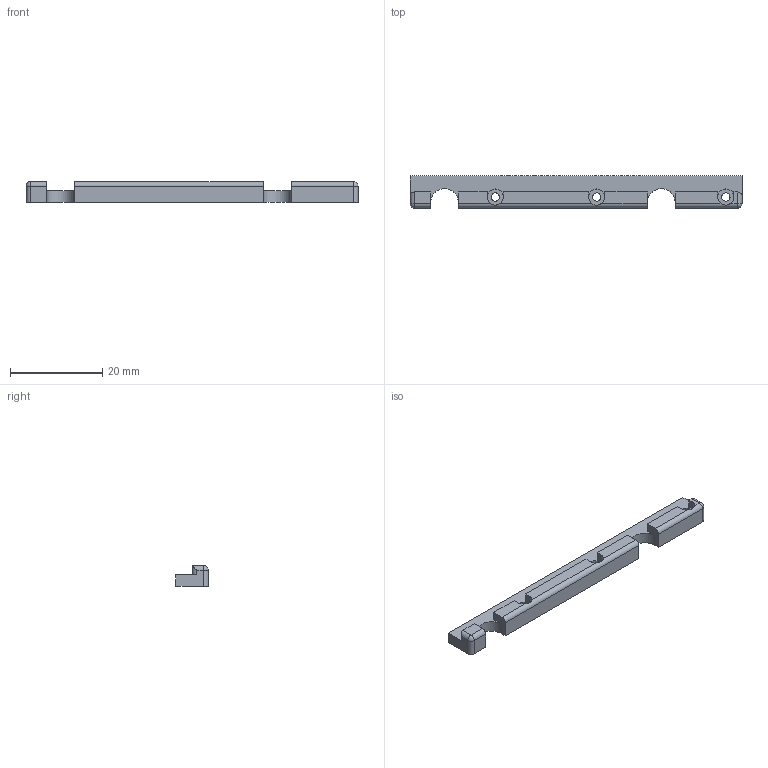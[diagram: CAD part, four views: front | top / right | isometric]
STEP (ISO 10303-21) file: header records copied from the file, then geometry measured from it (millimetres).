
FILE_DESCRIPTION (( 'STEP AP203' ), '1' );
FILE_NAME ('Lower Display Mount REF2009.STEP', '2025-11-29T16:59:45', ( '' ), ( '' ), 'SwSTEP 2.0', 'SolidWorks 2025', '' );
FILE_SCHEMA (( 'CONFIG_CONTROL_DESIGN' ));
Length unit declared in the file: millimetre
Products named in the file (1): Lower Display Mount REF2009
Bounding box: 72 x 7 x 4.5 mm (x, y, z)
Volume: 1451.7 mm3; surface area: 1670.7 mm2
Topology: 1 solids, 1 shells, 58 faces, 156 edges, 98 vertices
Faces by surface type: plane 33, cylinder 23, sphere 2
Entity records: 1899 total; most frequent: CARTESIAN_POINT 344, DIRECTION 312, ORIENTED_EDGE 308, EDGE_CURVE 154, LINE 104, AXIS2_PLACEMENT_3D 104, VECTOR 104, VERTEX_POINT 98
